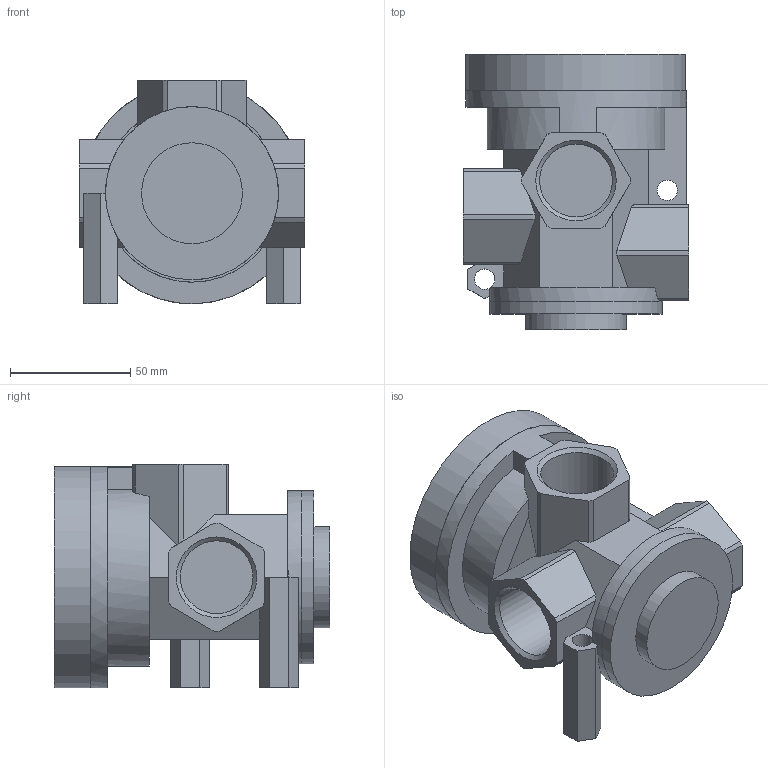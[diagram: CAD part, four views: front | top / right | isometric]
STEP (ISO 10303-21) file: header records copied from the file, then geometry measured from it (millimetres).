
FILE_DESCRIPTION((''),'2;1');
FILE_NAME('771-V_32_11_1C.stp','2008-03-06T14:55:26',('pilonfr1'),(''),'Autodesk Inventor 2008','Autodesk Inventor 2008','');
FILE_SCHEMA(('AUTOMOTIVE_DESIGN { 1 0 10303 214 1 1 1 1 }'));
Length unit declared in the file: millimetre
Products named in the file (1): 771-V_32_11_1(A-C)
Bounding box: 94 x 114.5 x 93 mm (x, y, z)
Volume: 458279.4 mm3; surface area: 76104.6 mm2
Topology: 2 solids, 2 shells, 104 faces, 280 edges, 185 vertices
Faces by surface type: plane 63, cylinder 29, bspline 12
Full cylindrical faces by diameter (mm): 8.5 x2, 42 x1, 71.999 x1, 72 x1, 92 x1
Entity records: 3351 total; most frequent: CARTESIAN_POINT 718, ORIENTED_EDGE 528, DIRECTION 523, EDGE_CURVE 264, VERTEX_POINT 183, VECTOR 181, LINE 181, AXIS2_PLACEMENT_3D 171
